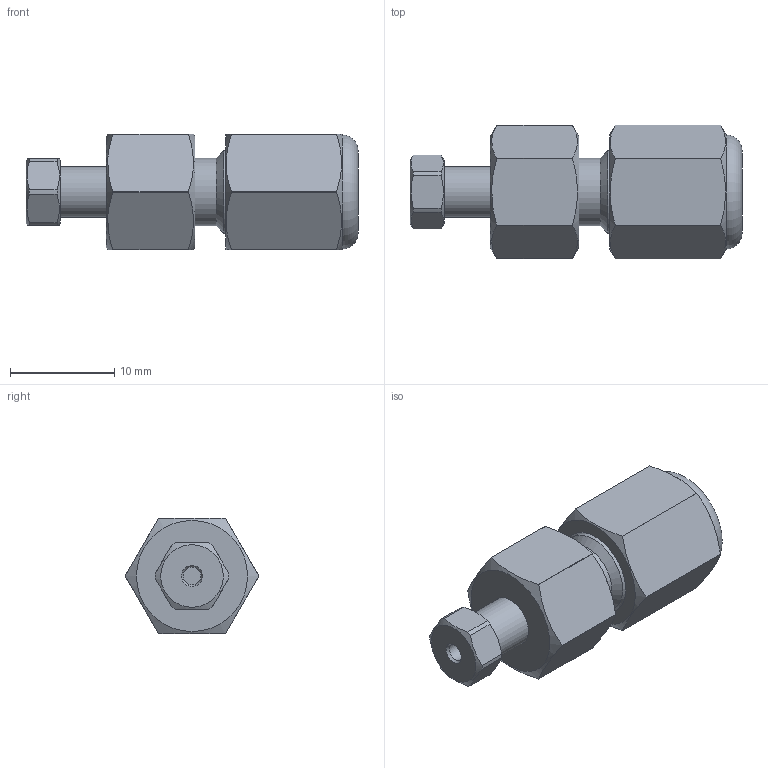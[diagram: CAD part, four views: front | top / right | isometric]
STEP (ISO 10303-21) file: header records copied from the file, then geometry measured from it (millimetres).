
FILE_DESCRIPTION((''),'2;1');
FILE_NAME('305080-ECEF211.0 External column fitting.stp','2013-08-21T15:27:18',('Franzp'),(''),'Autodesk Inventor 2013','Autodesk Inventor 2013','');
FILE_SCHEMA(('AUTOMOTIVE_DESIGN { 1 0 10303 214 1 1 1 1 }'));
Length unit declared in the file: millimetre
Products named in the file (1): 305080_Shrinkwrap_1
Bounding box: 31.87 x 12.83 x 11.11 mm (x, y, z)
Surface area: 1636 mm2 (no closed solid volume)
Topology: 0 solids, 6 shells, 51 faces, 162 edges, 108 vertices
Faces by surface type: plane 27, cone 12, cylinder 11, torus 1
Full cylindrical faces by diameter (mm): 1.727 x1, 3.3 x1, 4.826 x1, 6.477 x1, 7.938 x1
Entity records: 1705 total; most frequent: CARTESIAN_POINT 362, DIRECTION 270, ORIENTED_EDGE 215, EDGE_CURVE 137, AXIS2_PLACEMENT_3D 117, VERTEX_POINT 101, EDGE_LOOP 77, CIRCLE 65
